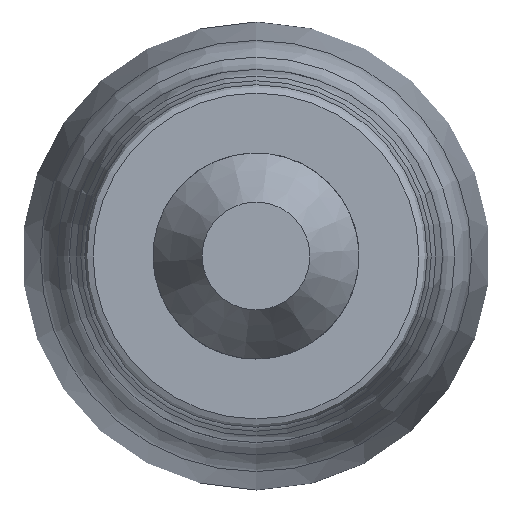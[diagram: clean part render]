
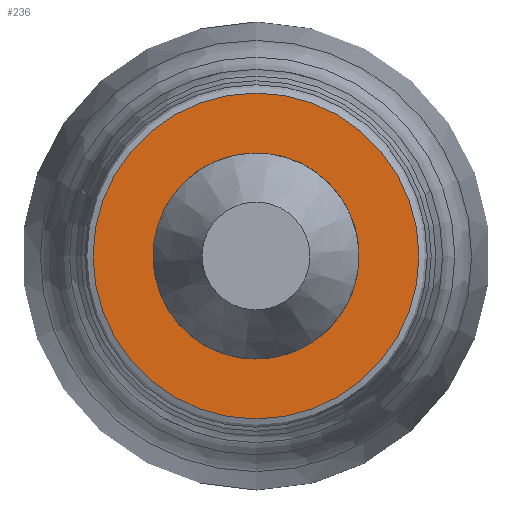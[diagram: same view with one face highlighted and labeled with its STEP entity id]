
A CAD part, left-side view. The second image highlights one B-rep face of the part: STEP entity #236.
In plain terms, the highlighted planar face has unit normal (-1, 0, 0).
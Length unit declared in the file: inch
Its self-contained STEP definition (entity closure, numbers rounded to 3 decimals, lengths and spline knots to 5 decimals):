
#6 = DIRECTION ( 'NONE',  ( 0., 0., -1. ) ) ;
#47 = PLANE ( 'NONE',  #59 ) ;
#59 = AXIS2_PLACEMENT_3D ( 'NONE', #696, #360, #6 ) ;
#91 = VERTEX_POINT ( 'NONE', #552 ) ;
#203 = ORIENTED_EDGE ( 'NONE', *, *, #242, .F. ) ;
#234 = DIRECTION ( 'NONE',  ( -1., 0., 0. ) ) ;
#236 = ADVANCED_FACE ( 'NONE', ( #449, #340 ), #47, .F. ) ;
#242 = EDGE_CURVE ( 'NONE', #91, #91, #486, .T. ) ;
#273 = CARTESIAN_POINT ( 'NONE',  ( 0., 0., 0. ) ) ;
#292 = CARTESIAN_POINT ( 'NONE',  ( 0., 0., 0.01965 ) ) ;
#340 = FACE_OUTER_BOUND ( 'NONE', #713, .T. ) ;
#353 = DIRECTION ( 'NONE',  ( 0., 0., -1. ) ) ;
#360 = DIRECTION ( 'NONE',  ( 1., 0., 0. ) ) ;
#441 = ORIENTED_EDGE ( 'NONE', *, *, #472, .T. ) ;
#449 = FACE_BOUND ( 'NONE', #651, .T. ) ;
#472 = EDGE_CURVE ( 'NONE', #614, #614, #667, .T. ) ;
#486 = CIRCLE ( 'NONE', #589, 0.01243 ) ;
#497 = AXIS2_PLACEMENT_3D ( 'NONE', #273, #718, #549 ) ;
#549 = DIRECTION ( 'NONE',  ( 0., 0., 1. ) ) ;
#552 = CARTESIAN_POINT ( 'NONE',  ( 0., 0., -0.01243 ) ) ;
#584 = CARTESIAN_POINT ( 'NONE',  ( 0., 0., 0. ) ) ;
#589 = AXIS2_PLACEMENT_3D ( 'NONE', #584, #234, #353 ) ;
#614 = VERTEX_POINT ( 'NONE', #292 ) ;
#651 = EDGE_LOOP ( 'NONE', ( #203 ) ) ;
#667 = CIRCLE ( 'NONE', #497, 0.01965 ) ;
#696 = CARTESIAN_POINT ( 'NONE',  ( 0., 0.018, 0. ) ) ;
#713 = EDGE_LOOP ( 'NONE', ( #441 ) ) ;
#718 = DIRECTION ( 'NONE',  ( -1., 0., 0. ) ) ;
